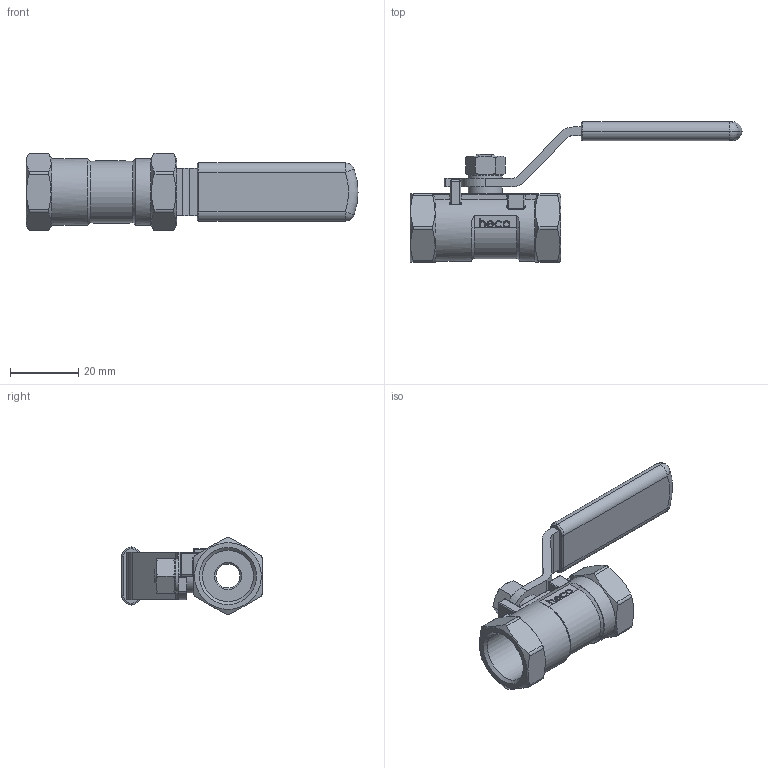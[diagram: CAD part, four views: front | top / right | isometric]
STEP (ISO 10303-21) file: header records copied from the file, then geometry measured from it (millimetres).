
FILE_DESCRIPTION (( 'STEP AP214' ), '1' );
FILE_NAME ('KU-038-ECO-4 Kugelhahn heco.STEP', '2013-10-10T07:21:25', ( 'test' ), ( '' ), 'SwSTEP 2.0', 'SolidWorks 2011', '' );
FILE_SCHEMA (( 'AUTOMOTIVE_DESIGN' ));
Length unit declared in the file: millimetre
Products named in the file (1): KU-038-ECO-4 Kugelhahn heco
Bounding box: 97 x 41 x 22.78 mm (x, y, z)
Volume: 15035.1 mm3; surface area: 8848.5 mm2
Topology: 2 solids, 2 shells, 577 faces, 1480 edges, 938 vertices
Faces by surface type: plane 242, bspline 184, cylinder 84, cone 26, torus 24, sphere 17
Full cylindrical faces by diameter (mm): 7 x1, 10 x2, 14.95 x2
Entity records: 33726 total; most frequent: CARTESIAN_POINT 14851, ORIENTED_EDGE 2900, DIRECTION 1967, EDGE_CURVE 1450, VERTEX_POINT 933, LINE 761, VECTOR 761, EDGE_LOOP 635
